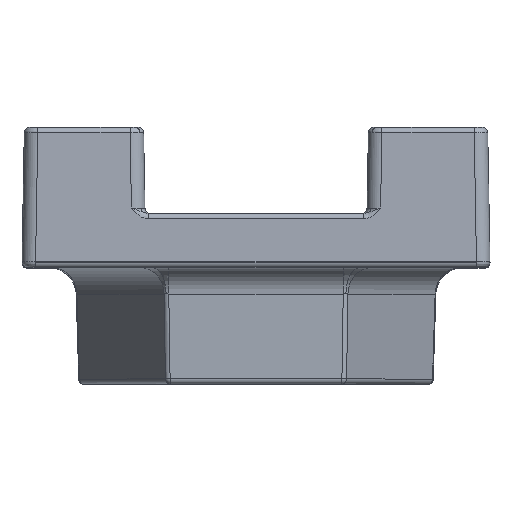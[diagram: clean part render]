
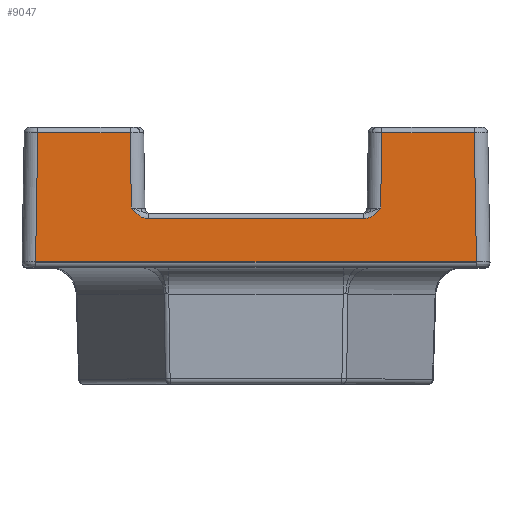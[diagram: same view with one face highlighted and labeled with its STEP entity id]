
A CAD part, top view. The second image highlights one B-rep face of the part: STEP entity #9047.
In plain terms, the highlighted planar face has unit normal (0, 0.018, 1).
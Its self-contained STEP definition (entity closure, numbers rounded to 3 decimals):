
#72 = CARTESIAN_POINT ( 'NONE',  ( -8.605, -0.197, 8.608 ) ) ;
#122 = VERTEX_POINT ( 'NONE', #9390 ) ;
#283 = VECTOR ( 'NONE', #8324, 1000. ) ;
#392 = EDGE_CURVE ( 'NONE', #10638, #2144, #1091, .T. ) ;
#428 = CARTESIAN_POINT ( 'NONE',  ( 4.515, 0.1, 8.603 ) ) ;
#460 = CARTESIAN_POINT ( 'NONE',  ( -4.515, 0.101, 8.603 ) ) ;
#798 = DIRECTION ( 'NONE',  ( -1., 0., 0. ) ) ;
#849 = B_SPLINE_CURVE_WITH_KNOTS ( 'NONE', 3,
 ( #1450, #3131, #9773, #6415, #460, #8144 ),
 .UNSPECIFIED., .F., .F.,
 ( 4, 2, 4 ),
 ( 0., 0., 0.001 ),
 .UNSPECIFIED. ) ;
#1091 = LINE ( 'NONE', #8281, #10158 ) ;
#1286 = EDGE_CURVE ( 'NONE', #6058, #122, #6499, .T. ) ;
#1293 = VECTOR ( 'NONE', #3786, 1000. ) ;
#1343 = CARTESIAN_POINT ( 'NONE',  ( 4.099, -0.197, 8.608 ) ) ;
#1450 = CARTESIAN_POINT ( 'NONE',  ( -3.969, -0.197, 8.608 ) ) ;
#1631 = ORIENTED_EDGE ( 'NONE', *, *, #4006, .T. ) ;
#2086 = CARTESIAN_POINT ( 'NONE',  ( 8.14, -1.797, 8.636 ) ) ;
#2127 = CARTESIAN_POINT ( 'NONE',  ( -4.65, 3.166, 8.55 ) ) ;
#2144 = VERTEX_POINT ( 'NONE', #6762 ) ;
#2178 = ORIENTED_EDGE ( 'NONE', *, *, #9069, .T. ) ;
#2415 = CARTESIAN_POINT ( 'NONE',  ( 4.65, 2.978, 8.553 ) ) ;
#2557 = EDGE_CURVE ( 'NONE', #10699, #4548, #849, .T. ) ;
#2652 = EDGE_CURVE ( 'NONE', #2144, #10603, #8142, .T. ) ;
#2947 = DIRECTION ( 'NONE',  ( -0.017, 1., -0.017 ) ) ;
#3117 = ORIENTED_EDGE ( 'NONE', *, *, #1286, .T. ) ;
#3131 = CARTESIAN_POINT ( 'NONE',  ( -4.099, -0.197, 8.608 ) ) ;
#3209 = ORIENTED_EDGE ( 'NONE', *, *, #9556, .T. ) ;
#3472 = ORIENTED_EDGE ( 'NONE', *, *, #2652, .T. ) ;
#3560 = EDGE_CURVE ( 'NONE', #6257, #10699, #6461, .T. ) ;
#3632 = LINE ( 'NONE', #2127, #10094 ) ;
#3706 = DIRECTION ( 'NONE',  ( 0., 0.017, 1. ) ) ;
#3786 = DIRECTION ( 'NONE',  ( 1., 0., 0. ) ) ;
#3799 = CARTESIAN_POINT ( 'NONE',  ( -8.053, 2.978, 8.553 ) ) ;
#4006 = EDGE_CURVE ( 'NONE', #10603, #7095, #5517, .T. ) ;
#4327 = VECTOR ( 'NONE', #8326, 1000. ) ;
#4439 = ORIENTED_EDGE ( 'NONE', *, *, #9043, .T. ) ;
#4548 = VERTEX_POINT ( 'NONE', #6082 ) ;
#4553 = CARTESIAN_POINT ( 'NONE',  ( 3.969, -0.197, 8.608 ) ) ;
#4734 = ORIENTED_EDGE ( 'NONE', *, *, #6333, .T. ) ;
#4990 = AXIS2_PLACEMENT_3D ( 'NONE', #6340, #3706, #7919 ) ;
#5368 = VERTEX_POINT ( 'NONE', #10404 ) ;
#5517 = LINE ( 'NONE', #8398, #4327 ) ;
#5615 = ORIENTED_EDGE ( 'NONE', *, *, #3560, .T. ) ;
#5617 = VECTOR ( 'NONE', #10005, 1000. ) ;
#5766 = CARTESIAN_POINT ( 'NONE',  ( -8.05, 2.978, 8.553 ) ) ;
#5848 = B_SPLINE_CURVE_WITH_KNOTS ( 'NONE', 3,
 ( #8579, #428, #10454, #7125, #1343, #4553 ),
 .UNSPECIFIED., .F., .F.,
 ( 4, 2, 4 ),
 ( 0., 0., 0.001 ),
 .UNSPECIFIED. ) ;
#6058 = VERTEX_POINT ( 'NONE', #3799 ) ;
#6082 = CARTESIAN_POINT ( 'NONE',  ( -4.598, 0.197, 8.602 ) ) ;
#6183 = PLANE ( 'NONE',  #4990 ) ;
#6257 = VERTEX_POINT ( 'NONE', #7381 ) ;
#6333 = EDGE_CURVE ( 'NONE', #7095, #6257, #5848, .T. ) ;
#6340 = CARTESIAN_POINT ( 'NONE',  ( -8.605, 0., 8.605 ) ) ;
#6389 = CARTESIAN_POINT ( 'NONE',  ( -8.105, -0.009, 8.605 ) ) ;
#6415 = CARTESIAN_POINT ( 'NONE',  ( -4.429, 0.003, 8.605 ) ) ;
#6461 = LINE ( 'NONE', #72, #7846 ) ;
#6499 = LINE ( 'NONE', #6389, #9080 ) ;
#6762 = CARTESIAN_POINT ( 'NONE',  ( 8.053, 2.978, 8.553 ) ) ;
#6895 = CARTESIAN_POINT ( 'NONE',  ( 8.136, -1.797, 8.636 ) ) ;
#7095 = VERTEX_POINT ( 'NONE', #10163 ) ;
#7125 = CARTESIAN_POINT ( 'NONE',  ( 4.221, -0.146, 8.608 ) ) ;
#7137 = DIRECTION ( 'NONE',  ( -0.017, -1., 0.017 ) ) ;
#7381 = CARTESIAN_POINT ( 'NONE',  ( 3.969, -0.197, 8.608 ) ) ;
#7565 = LINE ( 'NONE', #5766, #5617 ) ;
#7704 = ORIENTED_EDGE ( 'NONE', *, *, #392, .T. ) ;
#7846 = VECTOR ( 'NONE', #798, 1000. ) ;
#7919 = DIRECTION ( 'NONE',  ( 0., -1., 0.017 ) ) ;
#8018 = DIRECTION ( 'NONE',  ( -0.017, 1., -0.017 ) ) ;
#8142 = LINE ( 'NONE', #2415, #283 ) ;
#8144 = CARTESIAN_POINT ( 'NONE',  ( -4.598, 0.197, 8.602 ) ) ;
#8244 = LINE ( 'NONE', #2086, #1293 ) ;
#8281 = CARTESIAN_POINT ( 'NONE',  ( 8.1, 0.291, 8.6 ) ) ;
#8324 = DIRECTION ( 'NONE',  ( -1., 0., 0. ) ) ;
#8326 = DIRECTION ( 'NONE',  ( -0.017, -1., 0.017 ) ) ;
#8398 = CARTESIAN_POINT ( 'NONE',  ( 4.595, -0.009, 8.605 ) ) ;
#8579 = CARTESIAN_POINT ( 'NONE',  ( 4.598, 0.197, 8.602 ) ) ;
#9043 = EDGE_CURVE ( 'NONE', #122, #10638, #8244, .T. ) ;
#9047 = ADVANCED_FACE ( 'NONE', ( #9690 ), #6183, .T. ) ;
#9069 = EDGE_CURVE ( 'NONE', #4548, #5368, #3632, .T. ) ;
#9080 = VECTOR ( 'NONE', #7137, 1000. ) ;
#9390 = CARTESIAN_POINT ( 'NONE',  ( -8.136, -1.797, 8.636 ) ) ;
#9556 = EDGE_CURVE ( 'NONE', #5368, #6058, #7565, .T. ) ;
#9690 = FACE_OUTER_BOUND ( 'NONE', #10626, .T. ) ;
#9773 = CARTESIAN_POINT ( 'NONE',  ( -4.221, -0.146, 8.608 ) ) ;
#10005 = DIRECTION ( 'NONE',  ( -1., 0., 0. ) ) ;
#10094 = VECTOR ( 'NONE', #2947, 1000. ) ;
#10158 = VECTOR ( 'NONE', #8018, 1000. ) ;
#10163 = CARTESIAN_POINT ( 'NONE',  ( 4.598, 0.197, 8.602 ) ) ;
#10256 = CARTESIAN_POINT ( 'NONE',  ( 4.647, 2.978, 8.553 ) ) ;
#10404 = CARTESIAN_POINT ( 'NONE',  ( -4.647, 2.978, 8.553 ) ) ;
#10454 = CARTESIAN_POINT ( 'NONE',  ( 4.429, 0.003, 8.605 ) ) ;
#10494 = CARTESIAN_POINT ( 'NONE',  ( -3.969, -0.197, 8.608 ) ) ;
#10523 = ORIENTED_EDGE ( 'NONE', *, *, #2557, .T. ) ;
#10603 = VERTEX_POINT ( 'NONE', #10256 ) ;
#10626 = EDGE_LOOP ( 'NONE', ( #3117, #4439, #7704, #3472, #1631, #4734, #5615, #10523, #2178, #3209 ) ) ;
#10638 = VERTEX_POINT ( 'NONE', #6895 ) ;
#10699 = VERTEX_POINT ( 'NONE', #10494 ) ;
